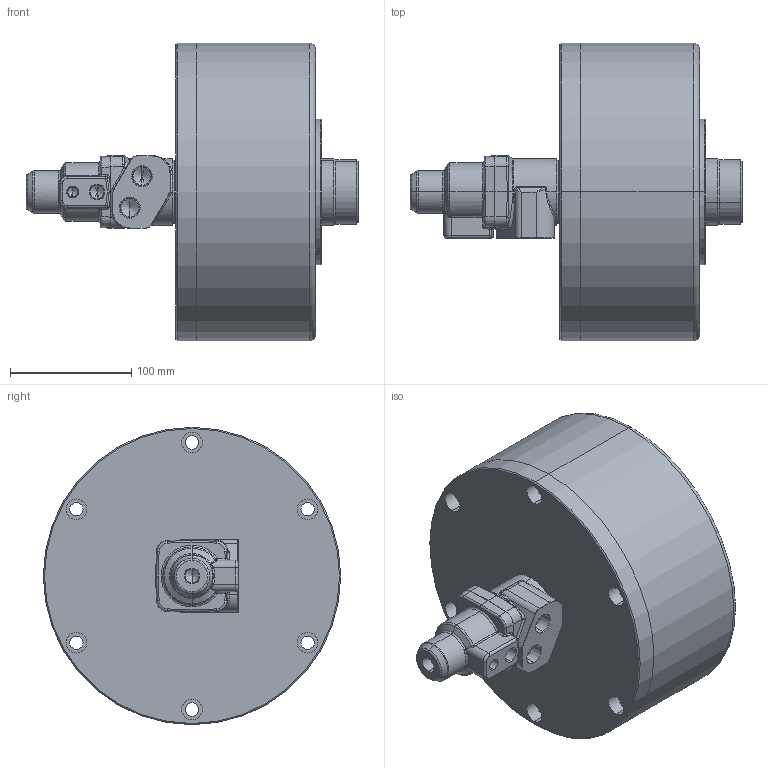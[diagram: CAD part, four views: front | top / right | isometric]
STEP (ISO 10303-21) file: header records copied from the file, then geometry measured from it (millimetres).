
FILE_DESCRIPTION (( 'STEP AP203' ), '1' );
FILE_NAME ('RL-200N²Õ¦X¥ó.STEP', '2011-03-16T09:57:27', ( 'user' ), ( '' ), 'SwSTEP 2.0', 'SolidWorks 2010', '' );
FILE_SCHEMA (( 'CONFIG_CONTROL_DESIGN' ));
Length unit declared in the file: metre
Products named in the file (7): RL-200N閥軸; RK-200缸體; RL-200活塞; RL-100閥體; RL-100閥蓋組; RL-100閥蓋; RL-200N組合件
Assembly tree (6 placements, depth 3):
  RL-200N組合件
    RL-100閥體
    RK-200缸體
    RL-200活塞
    RL-200N閥軸
    RL-100閥蓋組
      RL-100閥蓋
Bounding box: 273.5 x 245 x 245 mm (x, y, z)
Volume: 4574599.8 mm3; surface area: 510375.3 mm2
Topology: 5 solids, 5 shells, 436 faces, 1003 edges, 584 vertices
Faces by surface type: cylinder 170, plane 85, cone 79, bspline 71, torus 29, sphere 2
Entity records: 23385 total; most frequent: CARTESIAN_POINT 13184, DIRECTION 1997, ORIENTED_EDGE 1922, EDGE_CURVE 961, AXIS2_PLACEMENT_3D 824, VERTEX_POINT 584, EDGE_LOOP 513, CIRCLE 449
